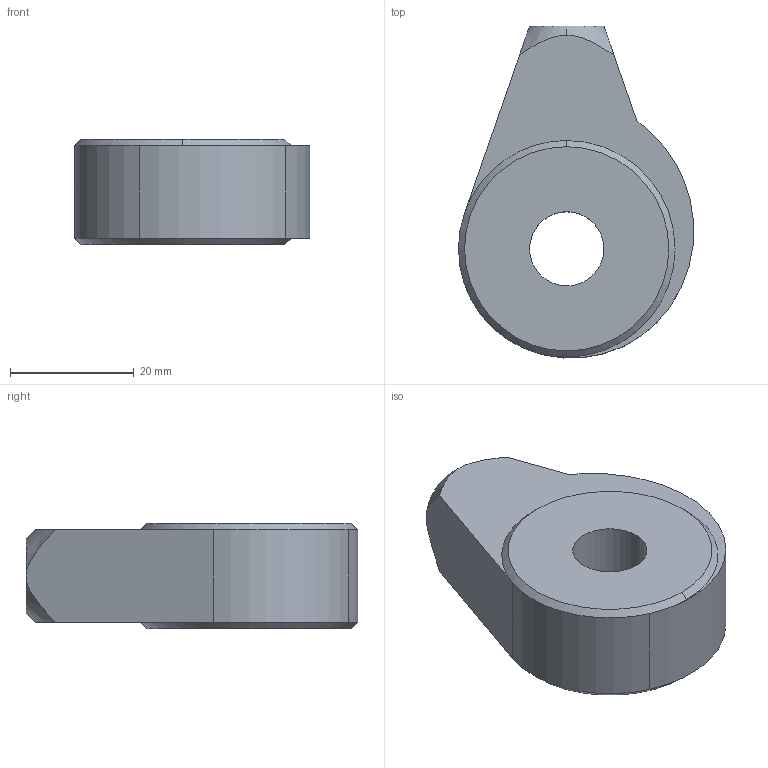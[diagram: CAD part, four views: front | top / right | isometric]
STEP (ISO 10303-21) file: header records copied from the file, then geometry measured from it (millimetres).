
FILE_DESCRIPTION(('STEP AP214'),'1');
FILE_NAME(' ',' ',('TraceParts'),('TraceParts S.A.'),'XStep 1.0',' ',' ');
FILE_SCHEMA(('automotive_design'));
Length unit declared in the file: millimetre
Products named in the file (1): 1
Bounding box: 37.99 x 53.61 x 17 mm (x, y, z)
Volume: 20683.4 mm3; surface area: 6075.9 mm2
Topology: 1 solids, 1 shells, 34 faces, 83 edges, 51 vertices
Faces by surface type: cone 14, cylinder 12, plane 8
Entity records: 1008 total; most frequent: DIRECTION 187, CARTESIAN_POINT 183, ORIENTED_EDGE 162, EDGE_CURVE 81, AXIS2_PLACEMENT_3D 79, VERTEX_POINT 51, CIRCLE 44, EDGE_LOOP 38
